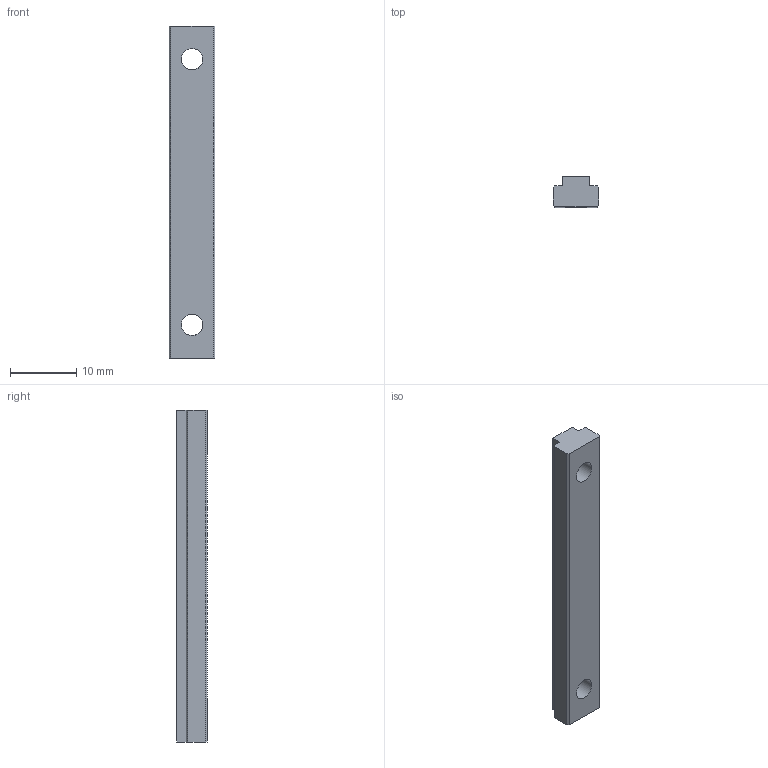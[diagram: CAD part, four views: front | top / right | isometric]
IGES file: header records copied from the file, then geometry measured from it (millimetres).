
Global section: file name: Nutenstein BEK-A; native system: Autodesk Inventor 2020; preprocessor: unknown; author: S. Sandt; organization: di-soric GmbH & Co. KG; date: 20200227.135003; units: millimetre
Bounding box: 6.9 x 4.6 x 50 mm (x, y, z)
Volume: 1308.8 mm3; surface area: 1236.8 mm2
Topology: 1 solids, 1 shells, 16 faces, 44 edges, 30 vertices
Faces by surface type: bspline 16
